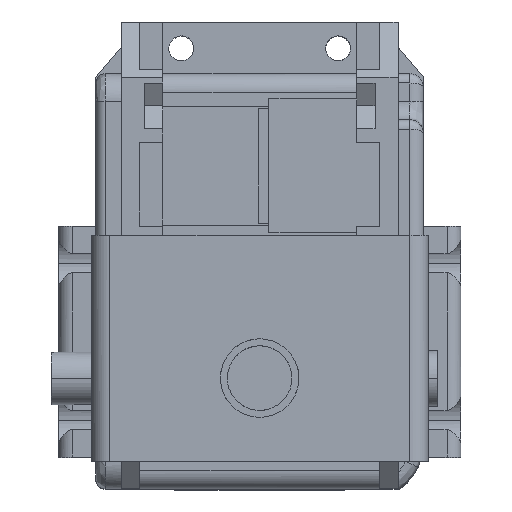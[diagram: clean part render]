
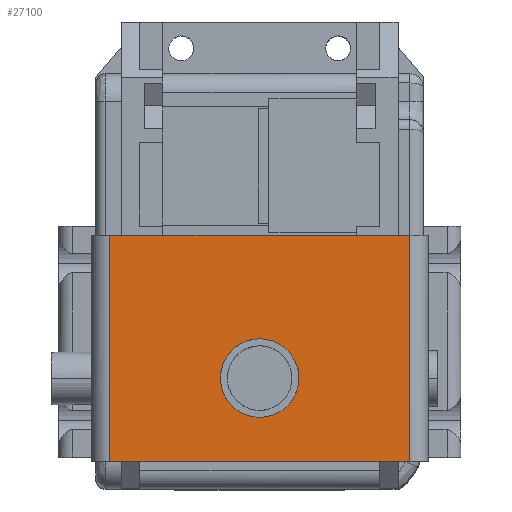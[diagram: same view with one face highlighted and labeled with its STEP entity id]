
A CAD part, top view. The second image highlights one B-rep face of the part: STEP entity #27100.
In plain terms, the highlighted planar face has unit normal (0, 0, 1).
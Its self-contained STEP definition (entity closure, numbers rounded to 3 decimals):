
#1722 = EDGE_CURVE ( 'NONE', #4219, #25420, #24836, .T. ) ;
#1779 = CARTESIAN_POINT ( 'NONE',  ( -3.711, -155.491, 21.05 ) ) ;
#2057 = CARTESIAN_POINT ( 'NONE',  ( -16.25, -166.638, 21.05 ) ) ;
#2398 = CARTESIAN_POINT ( 'NONE',  ( 16.25, -142.138, 21.05 ) ) ;
#3625 = CARTESIAN_POINT ( 'NONE',  ( 4.25, -157.638, 21.05 ) ) ;
#3785 = CARTESIAN_POINT ( 'NONE',  ( -4.25, -157.075, 21.05 ) ) ;
#3788 = CARTESIAN_POINT ( 'NONE',  ( -4.25, -157.638, 21.05 ) ) ;
#3807 = VERTEX_POINT ( 'NONE', #2057 ) ;
#3941 = CARTESIAN_POINT ( 'NONE',  ( 16.25, -158.472, 21.05 ) ) ;
#3957 = CARTESIAN_POINT ( 'NONE',  ( 4.25, -157.08, 21.05 ) ) ;
#4219 = VERTEX_POINT ( 'NONE', #23065 ) ;
#4887 = EDGE_CURVE ( 'NONE', #25823, #5942, #31924, .T. ) ;
#5942 = VERTEX_POINT ( 'NONE', #21776 ) ;
#5951 = CARTESIAN_POINT ( 'NONE',  ( -1.106, -161.78, 21.05 ) ) ;
#6443 = CARTESIAN_POINT ( 'NONE',  ( 16.25, -150.305, 21.05 ) ) ;
#6780 = CARTESIAN_POINT ( 'NONE',  ( -1.106, -153.496, 21.05 ) ) ;
#8123 = CARTESIAN_POINT ( 'NONE',  ( -2.147, -161.349, 21.05 ) ) ;
#8272 = ORIENTED_EDGE ( 'NONE', *, *, #20348, .T. ) ;
#8619 = CARTESIAN_POINT ( 'NONE',  ( -3.469, -160.123, 21.05 ) ) ;
#8787 = CARTESIAN_POINT ( 'NONE',  ( -3.204, -160.444, 21.05 ) ) ;
#9281 = CARTESIAN_POINT ( 'NONE',  ( 3.469, -155.154, 21.05 ) ) ;
#9437 = CARTESIAN_POINT ( 'NONE',  ( 1.106, -153.496, 21.05 ) ) ;
#11333 = DIRECTION ( 'NONE',  ( 0., -1., 0. ) ) ;
#11402 = CARTESIAN_POINT ( 'NONE',  ( -16.25, -158.472, 21.05 ) ) ;
#11599 = CARTESIAN_POINT ( 'NONE',  ( 2.147, -153.927, 21.05 ) ) ;
#11765 = CARTESIAN_POINT ( 'NONE',  ( 4.25, -157.638, 21.05 ) ) ;
#11908 = CARTESIAN_POINT ( 'NONE',  ( 16.25, -142.138, 21.05 ) ) ;
#11922 = CARTESIAN_POINT ( 'NONE',  ( -2.147, -153.927, 21.05 ) ) ;
#12527 = CARTESIAN_POINT ( 'NONE',  ( 5.417, -142.138, 21.05 ) ) ;
#12642 = EDGE_LOOP ( 'NONE', ( #17445, #32452, #28637, #8272 ) ) ;
#13417 = CARTESIAN_POINT ( 'NONE',  ( -4.25, -158.197, 21.05 ) ) ;
#13433 = CARTESIAN_POINT ( 'NONE',  ( -5.417, -166.638, 21.05 ) ) ;
#13575 = CARTESIAN_POINT ( 'NONE',  ( 4.142, -158.744, 21.05 ) ) ;
#13633 = DIRECTION ( 'NONE',  ( 0., 0., 1. ) ) ;
#13743 = CARTESIAN_POINT ( 'NONE',  ( 2.607, -161.042, 21.05 ) ) ;
#13865 = CARTESIAN_POINT ( 'NONE',  ( -16.25, -142.138, 21.05 ) ) ;
#13903 = CARTESIAN_POINT ( 'NONE',  ( -4.142, -156.532, 21.05 ) ) ;
#13907 = CARTESIAN_POINT ( 'NONE',  ( -3.813, -159.521, 21.05 ) ) ;
#13925 = CARTESIAN_POINT ( 'NONE',  ( -16.25, -166.638, 21.05 ) ) ;
#14292 = EDGE_CURVE ( 'NONE', #3807, #20837, #20542, .T. ) ;
#15665 = CARTESIAN_POINT ( 'NONE',  ( -5.417, -142.138, 21.05 ) ) ;
#16414 = CARTESIAN_POINT ( 'NONE',  ( 3.813, -155.755, 21.05 ) ) ;
#16417 = CARTESIAN_POINT ( 'NONE',  ( -2.607, -161.042, 21.05 ) ) ;
#16895 = CARTESIAN_POINT ( 'NONE',  ( 3.204, -154.832, 21.05 ) ) ;
#17445 = ORIENTED_EDGE ( 'NONE', *, *, #14292, .T. ) ;
#18241 = CARTESIAN_POINT ( 'NONE',  ( 3.403, -160.245, 21.05 ) ) ;
#18292 = CARTESIAN_POINT ( 'NONE',  ( 15., -163.638, 21.05 ) ) ;
#18407 = CARTESIAN_POINT ( 'NONE',  ( -4.14, -158.75, 21.05 ) ) ;
#18727 = CARTESIAN_POINT ( 'NONE',  ( 0.563, -161.888, 21.05 ) ) ;
#19550 = CARTESIAN_POINT ( 'NONE',  ( 3.873, -155.883, 21.05 ) ) ;
#19927 = EDGE_CURVE ( 'NONE', #25420, #4219, #30786, .T. ) ;
#20176 = CARTESIAN_POINT ( 'NONE',  ( -16.25, -142.138, 21.05 ) ) ;
#20348 = EDGE_CURVE ( 'NONE', #5942, #3807, #20801, .T. ) ;
#20542 = B_SPLINE_CURVE_WITH_KNOTS ( 'NONE', 3,
 ( #13925, #13433, #23582, #21579 ),
 .UNSPECIFIED., .F., .F.,
 ( 4, 4 ),
 ( 0., 1. ),
 .UNSPECIFIED. ) ;
#20801 = B_SPLINE_CURVE_WITH_KNOTS ( 'NONE', 3,
 ( #13865, #24197, #11402, #29518 ),
 .UNSPECIFIED., .F., .F.,
 ( 4, 4 ),
 ( 0., 1. ),
 .UNSPECIFIED. ) ;
#20837 = VERTEX_POINT ( 'NONE', #26126 ) ;
#21228 = CARTESIAN_POINT ( 'NONE',  ( 4.25, -158.202, 21.05 ) ) ;
#21558 = CARTESIAN_POINT ( 'NONE',  ( -3.403, -155.031, 21.05 ) ) ;
#21579 = CARTESIAN_POINT ( 'NONE',  ( 16.25, -166.638, 21.05 ) ) ;
#21776 = CARTESIAN_POINT ( 'NONE',  ( -16.25, -142.138, 21.05 ) ) ;
#21886 = CARTESIAN_POINT ( 'NONE',  ( -0.563, -153.388, 21.05 ) ) ;
#23065 = CARTESIAN_POINT ( 'NONE',  ( -4.25, -157.638, 21.05 ) ) ;
#23582 = CARTESIAN_POINT ( 'NONE',  ( 5.417, -166.638, 21.05 ) ) ;
#24197 = CARTESIAN_POINT ( 'NONE',  ( -16.25, -150.305, 21.05 ) ) ;
#24395 = CARTESIAN_POINT ( 'NONE',  ( -2.607, -154.235, 21.05 ) ) ;
#24554 = CARTESIAN_POINT ( 'NONE',  ( -4.25, -157.638, 21.05 ) ) ;
#24836 = B_SPLINE_CURVE_WITH_KNOTS ( 'NONE', 3,
 ( #24554, #3785, #13903, #1779, #21558, #24395, #11922, #6780, #21886, #29392, #9437, #11599, #27219, #16895, #9281, #26735, #16414, #19550, #29719, #3957, #31738 ),
 .UNSPECIFIED., .F., .F.,
 ( 4, 2, 2, 2, 2, 2, 2, 1, 2, 2, 4 ),
 ( 0., 0.125, 0.25, 0.375, 0.5, 0.625, 0.75, 0.812, 0.844, 0.875, 1. ),
 .UNSPECIFIED. ) ;
#25420 = VERTEX_POINT ( 'NONE', #11765 ) ;
#25823 = VERTEX_POINT ( 'NONE', #31838 ) ;
#25974 = PLANE ( 'NONE',  #32071 ) ;
#26080 = CARTESIAN_POINT ( 'NONE',  ( 1.106, -161.78, 21.05 ) ) ;
#26126 = CARTESIAN_POINT ( 'NONE',  ( 16.25, -166.638, 21.05 ) ) ;
#26137 = FACE_OUTER_BOUND ( 'NONE', #12642, .T. ) ;
#26578 = CARTESIAN_POINT ( 'NONE',  ( -3.873, -159.393, 21.05 ) ) ;
#26675 = ORIENTED_EDGE ( 'NONE', *, *, #1722, .T. ) ;
#26735 = CARTESIAN_POINT ( 'NONE',  ( 3.682, -155.51, 21.05 ) ) ;
#27100 = ADVANCED_FACE ( 'NONE', ( #31298, #26137 ), #25974, .T. ) ;
#27219 = CARTESIAN_POINT ( 'NONE',  ( 2.607, -154.235, 21.05 ) ) ;
#27285 = EDGE_LOOP ( 'NONE', ( #31015, #26675 ) ) ;
#28416 = CARTESIAN_POINT ( 'NONE',  ( -3.682, -159.766, 21.05 ) ) ;
#28575 = CARTESIAN_POINT ( 'NONE',  ( -0.563, -161.888, 21.05 ) ) ;
#28637 = ORIENTED_EDGE ( 'NONE', *, *, #4887, .T. ) ;
#28722 = EDGE_CURVE ( 'NONE', #20837, #25823, #32204, .T. ) ;
#29063 = CARTESIAN_POINT ( 'NONE',  ( 3.711, -159.785, 21.05 ) ) ;
#29216 = CARTESIAN_POINT ( 'NONE',  ( 16.25, -166.638, 21.05 ) ) ;
#29392 = CARTESIAN_POINT ( 'NONE',  ( 0.563, -153.388, 21.05 ) ) ;
#29518 = CARTESIAN_POINT ( 'NONE',  ( -16.25, -166.638, 21.05 ) ) ;
#29719 = CARTESIAN_POINT ( 'NONE',  ( 4.14, -156.527, 21.05 ) ) ;
#30786 = B_SPLINE_CURVE_WITH_KNOTS ( 'NONE', 3,
 ( #3625, #21228, #13575, #29063, #18241, #13743, #31407, #26080, #18727, #28575, #5951, #8123, #16417, #8787, #8619, #28416, #13907, #26578, #18407, #13417, #3788 ),
 .UNSPECIFIED., .F., .F.,
 ( 4, 2, 2, 2, 2, 2, 2, 1, 2, 2, 4 ),
 ( 0., 0.125, 0.25, 0.375, 0.5, 0.625, 0.75, 0.812, 0.844, 0.875, 1. ),
 .UNSPECIFIED. ) ;
#31015 = ORIENTED_EDGE ( 'NONE', *, *, #19927, .T. ) ;
#31298 = FACE_BOUND ( 'NONE', #27285, .T. ) ;
#31407 = CARTESIAN_POINT ( 'NONE',  ( 2.147, -161.349, 21.05 ) ) ;
#31738 = CARTESIAN_POINT ( 'NONE',  ( 4.25, -157.638, 21.05 ) ) ;
#31838 = CARTESIAN_POINT ( 'NONE',  ( 16.25, -142.138, 21.05 ) ) ;
#31924 = B_SPLINE_CURVE_WITH_KNOTS ( 'NONE', 3,
 ( #2398, #12527, #15665, #20176 ),
 .UNSPECIFIED., .F., .F.,
 ( 4, 4 ),
 ( 0., 1. ),
 .UNSPECIFIED. ) ;
#32071 = AXIS2_PLACEMENT_3D ( 'NONE', #18292, #13633, #11333 ) ;
#32204 = B_SPLINE_CURVE_WITH_KNOTS ( 'NONE', 3,
 ( #29216, #3941, #6443, #11908 ),
 .UNSPECIFIED., .F., .F.,
 ( 4, 4 ),
 ( 0., 1. ),
 .UNSPECIFIED. ) ;
#32452 = ORIENTED_EDGE ( 'NONE', *, *, #28722, .T. ) ;
